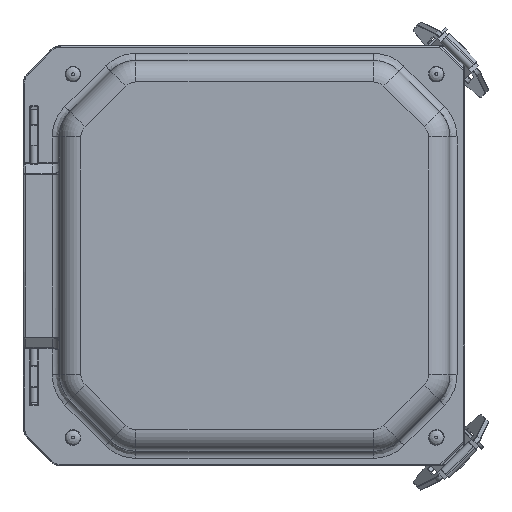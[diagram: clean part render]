
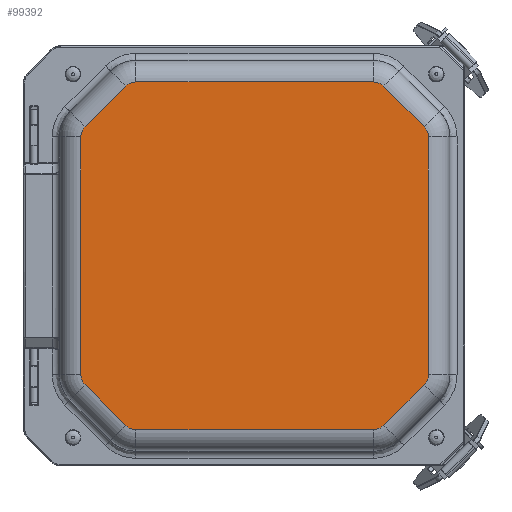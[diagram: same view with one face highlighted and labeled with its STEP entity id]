
A CAD part, top view. The second image highlights one B-rep face of the part: STEP entity #99392.
In plain terms, the highlighted planar face has unit normal (0, 0, 1).
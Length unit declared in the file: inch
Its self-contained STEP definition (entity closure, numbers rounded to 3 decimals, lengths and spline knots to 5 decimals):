
#1151 = CARTESIAN_POINT ( 'NONE',  ( -2.993, -2.27756, 4.312 ) ) ;
#2657 = FACE_OUTER_BOUND ( 'NONE', #3642, .T. ) ;
#2862 = CARTESIAN_POINT ( 'NONE',  ( 2.27656, -2.994, 4.312 ) ) ;
#3642 = EDGE_LOOP ( 'NONE', ( #114474, #120022, #123230, #11925, #36956, #47671, #22994, #19587, #5919, #125310, #4982, #121358, #43255, #92185, #51539, #64898 ) ) ;
#4226 = VECTOR ( 'NONE', #16114, 39.37008 ) ;
#4410 = EDGE_CURVE ( 'NONE', #85607, #24547, #50229, .T. ) ;
#4645 = EDGE_CURVE ( 'NONE', #32798, #72834, #120677, .T. ) ;
#4982 = ORIENTED_EDGE ( 'NONE', *, *, #54181, .T. ) ;
#5091 = DIRECTION ( 'NONE',  ( -0.707, 0.707, 0. ) ) ;
#5362 = CARTESIAN_POINT ( 'NONE',  ( -2.27656, 2.994, 4.312 ) ) ;
#5744 = CARTESIAN_POINT ( 'NONE',  ( 2.27656, -2.994, 4.312 ) ) ;
#5919 = ORIENTED_EDGE ( 'NONE', *, *, #100593, .T. ) ;
#8626 = DIRECTION ( 'NONE',  ( 1., 0., 0. ) ) ;
#11912 = LINE ( 'NONE', #119410, #4226 ) ;
#11925 = ORIENTED_EDGE ( 'NONE', *, *, #14625, .T. ) ;
#12323 = DIRECTION ( 'NONE',  ( 0., -1., 0. ) ) ;
#12575 = VERTEX_POINT ( 'NONE', #28597 ) ;
#14512 = DIRECTION ( 'NONE',  ( 0., -1., 0. ) ) ;
#14625 = EDGE_CURVE ( 'NONE', #105470, #109335, #21004, .T. ) ;
#16114 = DIRECTION ( 'NONE',  ( -1., 0., 0. ) ) ;
#17093 = EDGE_CURVE ( 'NONE', #12575, #85607, #116452, .T. ) ;
#17939 = CIRCLE ( 'NONE', #88035, 0.25386 ) ;
#18978 = VERTEX_POINT ( 'NONE', #100328 ) ;
#19160 = CARTESIAN_POINT ( 'NONE',  ( -2.09706, -3.06836, 4.312 ) ) ;
#19587 = ORIENTED_EDGE ( 'NONE', *, *, #4645, .T. ) ;
#19857 = CARTESIAN_POINT ( 'NONE',  ( 2.09706, 3.06836, 4.312 ) ) ;
#21004 = LINE ( 'NONE', #99620, #82526 ) ;
#22994 = ORIENTED_EDGE ( 'NONE', *, *, #99599, .T. ) ;
#24089 = VECTOR ( 'NONE', #14512, 39.37008 ) ;
#24278 = DIRECTION ( 'NONE',  ( -0.707, -0.707, 0. ) ) ;
#24547 = VERTEX_POINT ( 'NONE', #77676 ) ;
#28597 = CARTESIAN_POINT ( 'NONE',  ( -2.993, 2.27756, 4.312 ) ) ;
#32333 = CARTESIAN_POINT ( 'NONE',  ( -2.8135, -2.09806, 4.312 ) ) ;
#32798 = VERTEX_POINT ( 'NONE', #77274 ) ;
#32857 = DIRECTION ( 'NONE',  ( 0.707, -0.707, 0. ) ) ;
#33171 = DIRECTION ( 'NONE',  ( 1., 0., 0. ) ) ;
#34796 = AXIS2_PLACEMENT_3D ( 'NONE', #101793, #42796, #103470 ) ;
#36956 = ORIENTED_EDGE ( 'NONE', *, *, #84373, .T. ) ;
#37345 = CARTESIAN_POINT ( 'NONE',  ( 2.8135, -2.09806, 4.312 ) ) ;
#42281 = AXIS2_PLACEMENT_3D ( 'NONE', #62387, #111774, #71036 ) ;
#42796 = DIRECTION ( 'NONE',  ( 0., 0., 1. ) ) ;
#43255 = ORIENTED_EDGE ( 'NONE', *, *, #54780, .T. ) ;
#44116 = CARTESIAN_POINT ( 'NONE',  ( 2.27656, 2.994, 4.312 ) ) ;
#44453 = LINE ( 'NONE', #5362, #113683 ) ;
#47671 = ORIENTED_EDGE ( 'NONE', *, *, #74035, .T. ) ;
#47873 = VERTEX_POINT ( 'NONE', #19857 ) ;
#50229 = LINE ( 'NONE', #73432, #24089 ) ;
#51539 = ORIENTED_EDGE ( 'NONE', *, *, #17093, .T. ) ;
#54181 = EDGE_CURVE ( 'NONE', #108022, #47873, #70682, .T. ) ;
#54780 = EDGE_CURVE ( 'NONE', #18978, #98666, #54898, .T. ) ;
#54898 = CIRCLE ( 'NONE', #42281, 0.25386 ) ;
#55471 = DIRECTION ( 'NONE',  ( 0., 0., 1. ) ) ;
#57153 = DIRECTION ( 'NONE',  ( 0., 0., 1. ) ) ;
#58630 = VERTEX_POINT ( 'NONE', #64472 ) ;
#59218 = EDGE_CURVE ( 'NONE', #85713, #105470, #72317, .T. ) ;
#59768 = DIRECTION ( 'NONE',  ( 0., 0., 1. ) ) ;
#60626 = CARTESIAN_POINT ( 'NONE',  ( 3.06736, 2.09806, 4.312 ) ) ;
#61742 = CARTESIAN_POINT ( 'NONE',  ( -2.27656, -2.994, 4.312 ) ) ;
#62387 = CARTESIAN_POINT ( 'NONE',  ( -2.09706, 2.8145, 4.312 ) ) ;
#64082 = DIRECTION ( 'NONE',  ( 1., 0., 0. ) ) ;
#64472 = CARTESIAN_POINT ( 'NONE',  ( -2.993, -2.27756, 4.312 ) ) ;
#64898 = ORIENTED_EDGE ( 'NONE', *, *, #4410, .T. ) ;
#65418 = LINE ( 'NONE', #5744, #111484 ) ;
#65682 = DIRECTION ( 'NONE',  ( 0., -1., 0. ) ) ;
#66524 = CARTESIAN_POINT ( 'NONE',  ( 2.8135, 2.09806, 4.312 ) ) ;
#66961 = EDGE_CURVE ( 'NONE', #47873, #18978, #11912, .T. ) ;
#69685 = DIRECTION ( 'NONE',  ( 0., -1., 0. ) ) ;
#70408 = CARTESIAN_POINT ( 'NONE',  ( -3.06736, 2.09806, 4.312 ) ) ;
#70682 = CIRCLE ( 'NONE', #76083, 0.25386 ) ;
#71036 = DIRECTION ( 'NONE',  ( 0., -1., 0. ) ) ;
#71137 = DIRECTION ( 'NONE',  ( 0., 1., 0. ) ) ;
#71183 = CARTESIAN_POINT ( 'NONE',  ( -2.8135, 2.09806, 4.312 ) ) ;
#72317 = CIRCLE ( 'NONE', #34796, 0.25386 ) ;
#72834 = VERTEX_POINT ( 'NONE', #60626 ) ;
#73432 = CARTESIAN_POINT ( 'NONE',  ( -3.06736, 0., 4.312 ) ) ;
#73874 = VECTOR ( 'NONE', #32857, 39.37008 ) ;
#74035 = EDGE_CURVE ( 'NONE', #117166, #76998, #65418, .T. ) ;
#76083 = AXIS2_PLACEMENT_3D ( 'NONE', #90344, #59768, #69685 ) ;
#76479 = AXIS2_PLACEMENT_3D ( 'NONE', #104871, #55471, #64082 ) ;
#76998 = VERTEX_POINT ( 'NONE', #120639 ) ;
#77274 = CARTESIAN_POINT ( 'NONE',  ( 3.06736, -2.09806, 4.312 ) ) ;
#77676 = CARTESIAN_POINT ( 'NONE',  ( -3.06736, -2.09806, 4.312 ) ) ;
#79798 = CARTESIAN_POINT ( 'NONE',  ( 3.06736, 0., 4.312 ) ) ;
#81954 = EDGE_CURVE ( 'NONE', #24547, #58630, #110361, .T. ) ;
#82526 = VECTOR ( 'NONE', #100846, 39.37008 ) ;
#84373 = EDGE_CURVE ( 'NONE', #109335, #117166, #97873, .T. ) ;
#85455 = VECTOR ( 'NONE', #71137, 39.37008 ) ;
#85607 = VERTEX_POINT ( 'NONE', #70408 ) ;
#85713 = VERTEX_POINT ( 'NONE', #61742 ) ;
#85922 = LINE ( 'NONE', #91156, #115041 ) ;
#86429 = DIRECTION ( 'NONE',  ( 0., -1., 0. ) ) ;
#87266 = AXIS2_PLACEMENT_3D ( 'NONE', #71183, #91426, #12323 ) ;
#88035 = AXIS2_PLACEMENT_3D ( 'NONE', #37345, #57153, #8626 ) ;
#89379 = CARTESIAN_POINT ( 'NONE',  ( 2.993, 2.27756, 4.312 ) ) ;
#90344 = CARTESIAN_POINT ( 'NONE',  ( 2.09706, 2.8145, 4.312 ) ) ;
#91156 = CARTESIAN_POINT ( 'NONE',  ( 2.993, 2.27756, 4.312 ) ) ;
#91426 = DIRECTION ( 'NONE',  ( 0., 0., 1. ) ) ;
#92185 = ORIENTED_EDGE ( 'NONE', *, *, #98889, .T. ) ;
#92188 = DIRECTION ( 'NONE',  ( 0., 0., 1. ) ) ;
#94370 = DIRECTION ( 'NONE',  ( 0.707, 0.707, 0. ) ) ;
#95531 = PLANE ( 'NONE',  #76479 ) ;
#96330 = CARTESIAN_POINT ( 'NONE',  ( 2.09706, -2.8145, 4.312 ) ) ;
#96724 = DIRECTION ( 'NONE',  ( 0., 0., 1. ) ) ;
#97873 = CIRCLE ( 'NONE', #104366, 0.25386 ) ;
#98666 = VERTEX_POINT ( 'NONE', #111082 ) ;
#98889 = EDGE_CURVE ( 'NONE', #98666, #12575, #44453, .T. ) ;
#99392 = ADVANCED_FACE ( 'NONE', ( #2657 ), #95531, .T. ) ;
#99599 = EDGE_CURVE ( 'NONE', #76998, #32798, #17939, .T. ) ;
#99620 = CARTESIAN_POINT ( 'NONE',  ( 0., -3.06836, 4.312 ) ) ;
#100328 = CARTESIAN_POINT ( 'NONE',  ( -2.09706, 3.06836, 4.312 ) ) ;
#100593 = EDGE_CURVE ( 'NONE', #72834, #113789, #102251, .T. ) ;
#100846 = DIRECTION ( 'NONE',  ( 1., 0., 0. ) ) ;
#101793 = CARTESIAN_POINT ( 'NONE',  ( -2.09706, -2.8145, 4.312 ) ) ;
#102251 = CIRCLE ( 'NONE', #114454, 0.25386 ) ;
#103470 = DIRECTION ( 'NONE',  ( 0., -1., 0. ) ) ;
#104366 = AXIS2_PLACEMENT_3D ( 'NONE', #96330, #96724, #86429 ) ;
#104475 = EDGE_CURVE ( 'NONE', #58630, #85713, #122932, .T. ) ;
#104871 = CARTESIAN_POINT ( 'NONE',  ( 0., 0., 4.312 ) ) ;
#105470 = VERTEX_POINT ( 'NONE', #19160 ) ;
#106017 = DIRECTION ( 'NONE',  ( 0., 0., 1. ) ) ;
#106998 = EDGE_CURVE ( 'NONE', #113789, #108022, #85922, .T. ) ;
#107925 = CARTESIAN_POINT ( 'NONE',  ( 2.09706, -3.06836, 4.312 ) ) ;
#108022 = VERTEX_POINT ( 'NONE', #44116 ) ;
#109335 = VERTEX_POINT ( 'NONE', #107925 ) ;
#110361 = CIRCLE ( 'NONE', #122915, 0.25386 ) ;
#111082 = CARTESIAN_POINT ( 'NONE',  ( -2.27656, 2.994, 4.312 ) ) ;
#111484 = VECTOR ( 'NONE', #94370, 39.37008 ) ;
#111774 = DIRECTION ( 'NONE',  ( 0., 0., 1. ) ) ;
#113683 = VECTOR ( 'NONE', #24278, 39.37008 ) ;
#113789 = VERTEX_POINT ( 'NONE', #89379 ) ;
#114454 = AXIS2_PLACEMENT_3D ( 'NONE', #66524, #106017, #65682 ) ;
#114474 = ORIENTED_EDGE ( 'NONE', *, *, #81954, .T. ) ;
#115041 = VECTOR ( 'NONE', #5091, 39.37008 ) ;
#116452 = CIRCLE ( 'NONE', #87266, 0.25386 ) ;
#117166 = VERTEX_POINT ( 'NONE', #2862 ) ;
#119410 = CARTESIAN_POINT ( 'NONE',  ( 0., 3.06836, 4.312 ) ) ;
#120022 = ORIENTED_EDGE ( 'NONE', *, *, #104475, .T. ) ;
#120639 = CARTESIAN_POINT ( 'NONE',  ( 2.993, -2.27756, 4.312 ) ) ;
#120677 = LINE ( 'NONE', #79798, #85455 ) ;
#121358 = ORIENTED_EDGE ( 'NONE', *, *, #66961, .T. ) ;
#122915 = AXIS2_PLACEMENT_3D ( 'NONE', #32333, #92188, #33171 ) ;
#122932 = LINE ( 'NONE', #1151, #73874 ) ;
#123230 = ORIENTED_EDGE ( 'NONE', *, *, #59218, .T. ) ;
#125310 = ORIENTED_EDGE ( 'NONE', *, *, #106998, .T. ) ;
